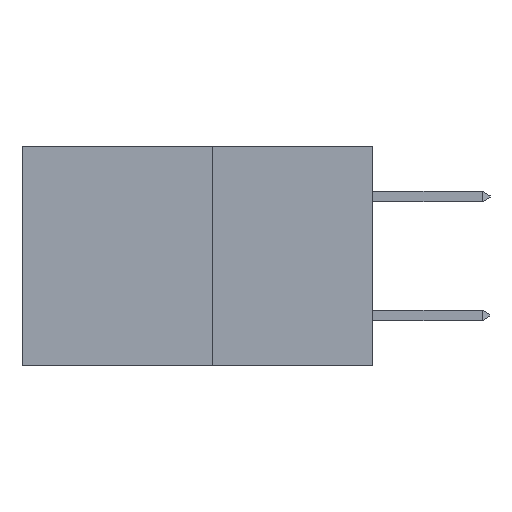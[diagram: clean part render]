
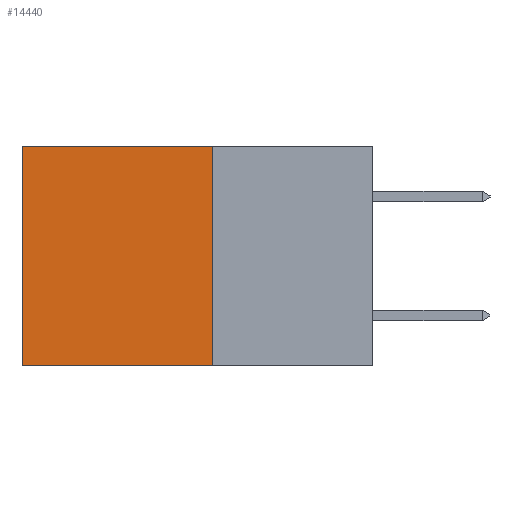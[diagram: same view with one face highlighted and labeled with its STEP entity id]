
A CAD part, left-side view. The second image highlights one B-rep face of the part: STEP entity #14440.
In plain terms, the highlighted planar face has unit normal (-1, 0, 0).
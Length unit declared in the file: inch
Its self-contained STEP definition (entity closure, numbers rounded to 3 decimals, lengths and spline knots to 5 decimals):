
#558 = CARTESIAN_POINT ( 'NONE',  ( 0.277, 0.27, -0.37 ) ) ;
#3502 = CARTESIAN_POINT ( 'NONE',  ( 0.277, 0.59, -0.37 ) ) ;
#3847 = LINE ( 'NONE', #6639, #13699 ) ;
#4131 = VERTEX_POINT ( 'NONE', #3502 ) ;
#4859 = EDGE_CURVE ( 'NONE', #10343, #21144, #16264, .T. ) ;
#5623 = CARTESIAN_POINT ( 'NONE',  ( 0.277, 0.27, -0.37 ) ) ;
#6406 = EDGE_LOOP ( 'NONE', ( #19438, #21822, #21136, #13187 ) ) ;
#6461 = VECTOR ( 'NONE', #8535, 39.37008 ) ;
#6639 = CARTESIAN_POINT ( 'NONE',  ( 0.277, 0.27, -0.37 ) ) ;
#7047 = LINE ( 'NONE', #21318, #6461 ) ;
#7648 = VECTOR ( 'NONE', #15448, 39.37008 ) ;
#8535 = DIRECTION ( 'NONE',  ( 0., 0., -1. ) ) ;
#10262 = AXIS2_PLACEMENT_3D ( 'NONE', #5623, #16948, #13019 ) ;
#10343 = VERTEX_POINT ( 'NONE', #13756 ) ;
#11181 = PLANE ( 'NONE',  #10262 ) ;
#12040 = FACE_OUTER_BOUND ( 'NONE', #6406, .T. ) ;
#13019 = DIRECTION ( 'NONE',  ( 0., 0., -1. ) ) ;
#13071 = LINE ( 'NONE', #558, #7648 ) ;
#13098 = VECTOR ( 'NONE', #20509, 39.37008 ) ;
#13187 = ORIENTED_EDGE ( 'NONE', *, *, #4859, .T. ) ;
#13474 = CARTESIAN_POINT ( 'NONE',  ( 0.277, 0.59, 0. ) ) ;
#13699 = VECTOR ( 'NONE', #19538, 39.37008 ) ;
#13756 = CARTESIAN_POINT ( 'NONE',  ( 0.277, 0.27, 0. ) ) ;
#13989 = VERTEX_POINT ( 'NONE', #16997 ) ;
#14440 = ADVANCED_FACE ( 'NONE', ( #12040 ), #11181, .F. ) ;
#15448 = DIRECTION ( 'NONE',  ( 0., 1., 0. ) ) ;
#15670 = EDGE_CURVE ( 'NONE', #10343, #13989, #3847, .T. ) ;
#16264 = LINE ( 'NONE', #17703, #13098 ) ;
#16948 = DIRECTION ( 'NONE',  ( 1., 0., 0. ) ) ;
#16997 = CARTESIAN_POINT ( 'NONE',  ( 0.277, 0.27, -0.37 ) ) ;
#17119 = EDGE_CURVE ( 'NONE', #21144, #4131, #7047, .T. ) ;
#17703 = CARTESIAN_POINT ( 'NONE',  ( 0.277, 0.27, 0. ) ) ;
#19438 = ORIENTED_EDGE ( 'NONE', *, *, #17119, .T. ) ;
#19538 = DIRECTION ( 'NONE',  ( 0., 0., -1. ) ) ;
#20509 = DIRECTION ( 'NONE',  ( 0., 1., 0. ) ) ;
#21136 = ORIENTED_EDGE ( 'NONE', *, *, #15670, .F. ) ;
#21144 = VERTEX_POINT ( 'NONE', #13474 ) ;
#21318 = CARTESIAN_POINT ( 'NONE',  ( 0.277, 0.59, -0.37 ) ) ;
#21822 = ORIENTED_EDGE ( 'NONE', *, *, #23861, .F. ) ;
#23861 = EDGE_CURVE ( 'NONE', #13989, #4131, #13071, .T. ) ;
